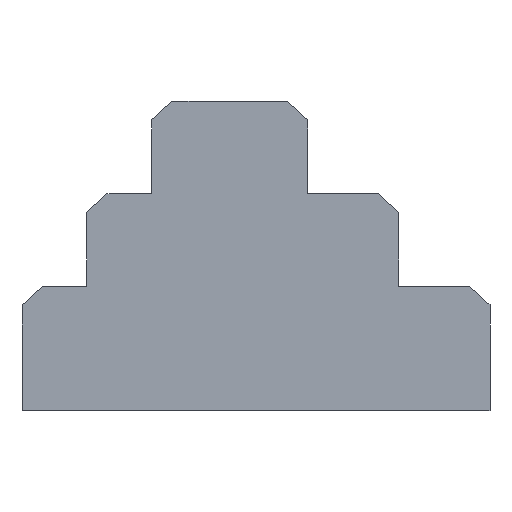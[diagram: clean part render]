
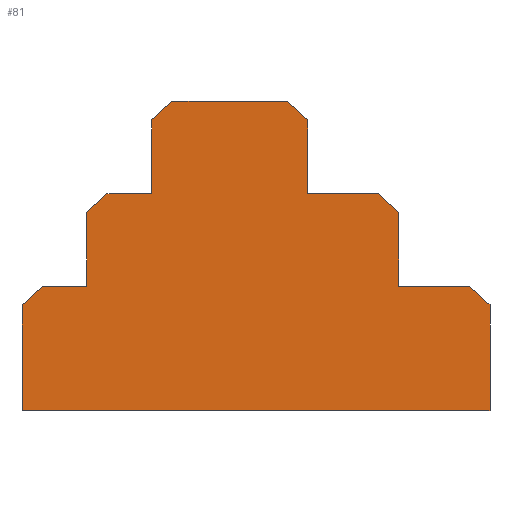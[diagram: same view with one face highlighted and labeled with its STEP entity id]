
A CAD part, front view. The second image highlights one B-rep face of the part: STEP entity #81.
In plain terms, the highlighted face is planar.
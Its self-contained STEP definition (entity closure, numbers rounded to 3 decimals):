
#6 = ORIENTED_EDGE ( 'NONE', *, *, #616, .F. ) ;
#8 = LINE ( 'NONE', #285, #210 ) ;
#13 = CARTESIAN_POINT ( 'NONE',  ( 0., -46.7, -36.52 ) ) ;
#14 = DIRECTION ( 'NONE',  ( 0., 0., 1. ) ) ;
#15 = LINE ( 'NONE', #606, #267 ) ;
#21 = DIRECTION ( 'NONE',  ( 0., -0.735, -0.678 ) ) ;
#22 = CARTESIAN_POINT ( 'NONE',  ( 0., -28.55, -18.26 ) ) ;
#23 = CARTESIAN_POINT ( 'NONE',  ( 0., -20.375, -16.6 ) ) ;
#25 = CARTESIAN_POINT ( 'NONE',  ( 0., 37.3, -46.01 ) ) ;
#27 = EDGE_CURVE ( 'NONE', #372, #291, #179, .T. ) ;
#31 = DIRECTION ( 'NONE',  ( 0., -0.735, 0.678 ) ) ;
#34 = VERTEX_POINT ( 'NONE', #607 ) ;
#44 = ORIENTED_EDGE ( 'NONE', *, *, #475, .F. ) ;
#57 = VERTEX_POINT ( 'NONE', #605 ) ;
#61 = VECTOR ( 'NONE', #78, 1000. ) ;
#67 = CARTESIAN_POINT ( 'NONE',  ( 0., -14., -3.32 ) ) ;
#69 = DIRECTION ( 'NONE',  ( 0., 0., -1. ) ) ;
#78 = DIRECTION ( 'NONE',  ( 0., 0., 1. ) ) ;
#81 = ADVANCED_FACE ( 'NONE', ( #663 ), #121, .F. ) ;
#85 = LINE ( 'NONE', #577, #357 ) ;
#89 = LINE ( 'NONE', #25, #571 ) ;
#94 = EDGE_CURVE ( 'NONE', #329, #636, #499, .T. ) ;
#116 = LINE ( 'NONE', #609, #398 ) ;
#117 = CARTESIAN_POINT ( 'NONE',  ( 0., -44.9, -34.86 ) ) ;
#121 = PLANE ( 'NONE',  #648 ) ;
#123 = DIRECTION ( 'NONE',  ( 0., 0., 1. ) ) ;
#124 = EDGE_CURVE ( 'NONE', #655, #322, #128, .T. ) ;
#128 = LINE ( 'NONE', #343, #61 ) ;
#135 = EDGE_CURVE ( 'NONE', #57, #636, #506, .T. ) ;
#138 = CARTESIAN_POINT ( 'NONE',  ( 0., -30.35, -19.92 ) ) ;
#143 = VERTEX_POINT ( 'NONE', #676 ) ;
#144 = CARTESIAN_POINT ( 'NONE',  ( 0., 37.3, -55.5 ) ) ;
#145 = DIRECTION ( 'NONE',  ( 0., -1., 0. ) ) ;
#146 = EDGE_CURVE ( 'NONE', #364, #418, #184, .T. ) ;
#149 = VERTEX_POINT ( 'NONE', #462 ) ;
#152 = VERTEX_POINT ( 'NONE', #459 ) ;
#158 = ORIENTED_EDGE ( 'NONE', *, *, #510, .F. ) ;
#172 = CARTESIAN_POINT ( 'NONE',  ( 0., 25.65, -19.92 ) ) ;
#176 = VECTOR ( 'NONE', #145, 1000. ) ;
#179 = LINE ( 'NONE', #117, #581 ) ;
#183 = CARTESIAN_POINT ( 'NONE',  ( 0., 18.025, -16.6 ) ) ;
#184 = LINE ( 'NONE', #311, #220 ) ;
#186 = LINE ( 'NONE', #23, #377 ) ;
#191 = LINE ( 'NONE', #183, #289 ) ;
#192 = LINE ( 'NONE', #624, #527 ) ;
#198 = EDGE_CURVE ( 'NONE', #538, #643, #410, .T. ) ;
#207 = EDGE_CURVE ( 'NONE', #329, #372, #192, .T. ) ;
#209 = ORIENTED_EDGE ( 'NONE', *, *, #124, .F. ) ;
#210 = VECTOR ( 'NONE', #123, 1000. ) ;
#220 = VECTOR ( 'NONE', #352, 1000. ) ;
#227 = DIRECTION ( 'NONE',  ( 0., -1., 0. ) ) ;
#228 = EDGE_CURVE ( 'NONE', #149, #644, #85, .T. ) ;
#233 = VECTOR ( 'NONE', #564, 1000. ) ;
#235 = CARTESIAN_POINT ( 'NONE',  ( 0., -43.1, -33.2 ) ) ;
#240 = DIRECTION ( 'NONE',  ( 0., -0.735, -0.678 ) ) ;
#253 = DIRECTION ( 'NONE',  ( 0., 0., 1. ) ) ;
#267 = VECTOR ( 'NONE', #544, 1000. ) ;
#271 = EDGE_CURVE ( 'NONE', #643, #291, #8, .T. ) ;
#273 = ORIENTED_EDGE ( 'NONE', *, *, #207, .F. ) ;
#285 = CARTESIAN_POINT ( 'NONE',  ( 0., -46.7, -27.75 ) ) ;
#286 = CARTESIAN_POINT ( 'NONE',  ( 0., -30.35, -27.75 ) ) ;
#289 = VECTOR ( 'NONE', #613, 1000. ) ;
#291 = VERTEX_POINT ( 'NONE', #13 ) ;
#295 = CARTESIAN_POINT ( 'NONE',  ( 0., 25.65, -33.2 ) ) ;
#296 = LINE ( 'NONE', #404, #629 ) ;
#302 = CARTESIAN_POINT ( 'NONE',  ( 0., -12.2, -1.66 ) ) ;
#306 = ORIENTED_EDGE ( 'NONE', *, *, #27, .F. ) ;
#309 = EDGE_LOOP ( 'NONE', ( #6, #421, #466, #306, #273, #691, #437, #380, #371, #463, #430, #524, #44, #312, #375, #209, #158, #481 ) ) ;
#311 = CARTESIAN_POINT ( 'NONE',  ( 0., 35.5, -34.86 ) ) ;
#312 = ORIENTED_EDGE ( 'NONE', *, *, #531, .F. ) ;
#317 = EDGE_CURVE ( 'NONE', #322, #34, #15, .T. ) ;
#322 = VERTEX_POINT ( 'NONE', #172 ) ;
#329 = VERTEX_POINT ( 'NONE', #665 ) ;
#337 = CARTESIAN_POINT ( 'NONE',  ( 0., -4.7, -27.75 ) ) ;
#343 = CARTESIAN_POINT ( 'NONE',  ( 0., 25.65, -26.56 ) ) ;
#347 = VERTEX_POINT ( 'NONE', #382 ) ;
#351 = CARTESIAN_POINT ( 'NONE',  ( 0., 10.4, 0. ) ) ;
#352 = DIRECTION ( 'NONE',  ( 0., -0.735, 0.678 ) ) ;
#353 = EDGE_CURVE ( 'NONE', #644, #152, #116, .T. ) ;
#354 = DIRECTION ( 'NONE',  ( 0., 0., 1. ) ) ;
#357 = VECTOR ( 'NONE', #31, 1000. ) ;
#358 = CARTESIAN_POINT ( 'NONE',  ( 0., -14., -27.75 ) ) ;
#364 = VERTEX_POINT ( 'NONE', #660 ) ;
#367 = VERTEX_POINT ( 'NONE', #67 ) ;
#371 = ORIENTED_EDGE ( 'NONE', *, *, #526, .T. ) ;
#372 = VERTEX_POINT ( 'NONE', #235 ) ;
#375 = ORIENTED_EDGE ( 'NONE', *, *, #317, .F. ) ;
#377 = VECTOR ( 'NONE', #413, 1000. ) ;
#380 = ORIENTED_EDGE ( 'NONE', *, *, #626, .F. ) ;
#382 = CARTESIAN_POINT ( 'NONE',  ( 0., -14., -16.6 ) ) ;
#395 = DIRECTION ( 'NONE',  ( 0., -1., 0. ) ) ;
#398 = VECTOR ( 'NONE', #227, 1000. ) ;
#404 = CARTESIAN_POINT ( 'NONE',  ( 0., 29.675, -33.2 ) ) ;
#410 = LINE ( 'NONE', #465, #176 ) ;
#413 = DIRECTION ( 'NONE',  ( 0., -1., 0. ) ) ;
#418 = VERTEX_POINT ( 'NONE', #689 ) ;
#421 = ORIENTED_EDGE ( 'NONE', *, *, #198, .T. ) ;
#430 = ORIENTED_EDGE ( 'NONE', *, *, #353, .F. ) ;
#432 = CARTESIAN_POINT ( 'NONE',  ( 0., 14., -9.96 ) ) ;
#437 = ORIENTED_EDGE ( 'NONE', *, *, #135, .F. ) ;
#459 = CARTESIAN_POINT ( 'NONE',  ( 0., -10.4, 0. ) ) ;
#462 = CARTESIAN_POINT ( 'NONE',  ( 0., 14., -3.32 ) ) ;
#463 = ORIENTED_EDGE ( 'NONE', *, *, #563, .F. ) ;
#465 = CARTESIAN_POINT ( 'NONE',  ( 0., -4.7, -55.5 ) ) ;
#466 = ORIENTED_EDGE ( 'NONE', *, *, #271, .T. ) ;
#475 = EDGE_CURVE ( 'NONE', #143, #149, #485, .T. ) ;
#481 = ORIENTED_EDGE ( 'NONE', *, *, #146, .F. ) ;
#485 = LINE ( 'NONE', #432, #233 ) ;
#499 = LINE ( 'NONE', #286, #666 ) ;
#506 = LINE ( 'NONE', #22, #525 ) ;
#510 = EDGE_CURVE ( 'NONE', #418, #655, #296, .T. ) ;
#524 = ORIENTED_EDGE ( 'NONE', *, *, #228, .F. ) ;
#525 = VECTOR ( 'NONE', #240, 1000. ) ;
#526 = EDGE_CURVE ( 'NONE', #347, #367, #623, .T. ) ;
#527 = VECTOR ( 'NONE', #628, 1000. ) ;
#531 = EDGE_CURVE ( 'NONE', #34, #143, #191, .T. ) ;
#538 = VERTEX_POINT ( 'NONE', #144 ) ;
#544 = DIRECTION ( 'NONE',  ( 0., -0.735, 0.678 ) ) ;
#547 = DIRECTION ( 'NONE',  ( 0., -0.735, -0.678 ) ) ;
#557 = VECTOR ( 'NONE', #21, 1000. ) ;
#563 = EDGE_CURVE ( 'NONE', #152, #367, #685, .T. ) ;
#564 = DIRECTION ( 'NONE',  ( 0., 0., 1. ) ) ;
#571 = VECTOR ( 'NONE', #253, 1000. ) ;
#576 = CARTESIAN_POINT ( 'NONE',  ( 0., -46.7, -55.5 ) ) ;
#577 = CARTESIAN_POINT ( 'NONE',  ( 0., 12.2, -1.66 ) ) ;
#581 = VECTOR ( 'NONE', #547, 1000. ) ;
#591 = VECTOR ( 'NONE', #354, 1000. ) ;
#605 = CARTESIAN_POINT ( 'NONE',  ( 0., -26.75, -16.6 ) ) ;
#606 = CARTESIAN_POINT ( 'NONE',  ( 0., 23.85, -18.26 ) ) ;
#607 = CARTESIAN_POINT ( 'NONE',  ( 0., 22.05, -16.6 ) ) ;
#609 = CARTESIAN_POINT ( 'NONE',  ( 0., 0., 0. ) ) ;
#613 = DIRECTION ( 'NONE',  ( 0., -1., 0. ) ) ;
#616 = EDGE_CURVE ( 'NONE', #538, #364, #89, .T. ) ;
#623 = LINE ( 'NONE', #358, #591 ) ;
#624 = CARTESIAN_POINT ( 'NONE',  ( 0., -36.725, -33.2 ) ) ;
#626 = EDGE_CURVE ( 'NONE', #347, #57, #186, .T. ) ;
#628 = DIRECTION ( 'NONE',  ( 0., -1., 0. ) ) ;
#629 = VECTOR ( 'NONE', #395, 1000. ) ;
#636 = VERTEX_POINT ( 'NONE', #138 ) ;
#643 = VERTEX_POINT ( 'NONE', #576 ) ;
#644 = VERTEX_POINT ( 'NONE', #351 ) ;
#648 = AXIS2_PLACEMENT_3D ( 'NONE', #337, #671, #69 ) ;
#655 = VERTEX_POINT ( 'NONE', #295 ) ;
#660 = CARTESIAN_POINT ( 'NONE',  ( 0., 37.3, -36.52 ) ) ;
#663 = FACE_OUTER_BOUND ( 'NONE', #309, .T. ) ;
#665 = CARTESIAN_POINT ( 'NONE',  ( 0., -30.35, -33.2 ) ) ;
#666 = VECTOR ( 'NONE', #14, 1000. ) ;
#671 = DIRECTION ( 'NONE',  ( 1., 0., 0. ) ) ;
#676 = CARTESIAN_POINT ( 'NONE',  ( 0., 14., -16.6 ) ) ;
#685 = LINE ( 'NONE', #302, #557 ) ;
#689 = CARTESIAN_POINT ( 'NONE',  ( 0., 33.7, -33.2 ) ) ;
#691 = ORIENTED_EDGE ( 'NONE', *, *, #94, .T. ) ;
